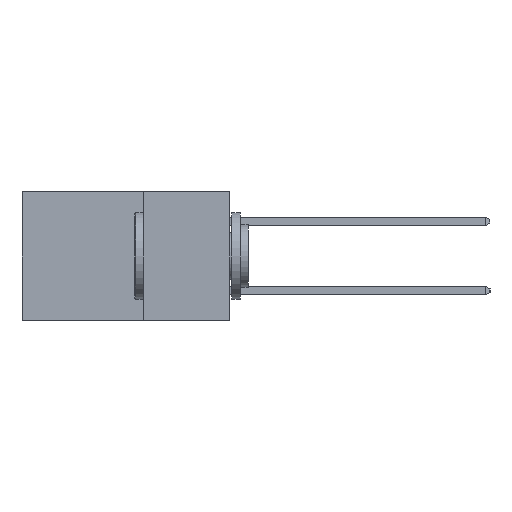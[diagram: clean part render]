
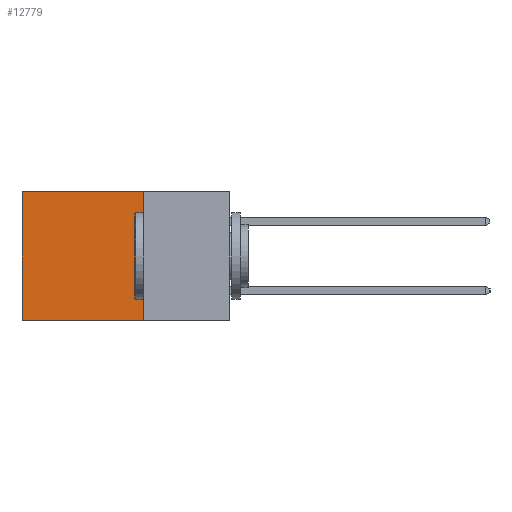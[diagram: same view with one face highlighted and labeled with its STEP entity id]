
A CAD part, left-side view. The second image highlights one B-rep face of the part: STEP entity #12779.
In plain terms, the highlighted planar face has unit normal (-1, 0, 0).
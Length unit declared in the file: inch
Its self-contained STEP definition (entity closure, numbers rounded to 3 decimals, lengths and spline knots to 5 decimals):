
#602 = ORIENTED_EDGE ( 'NONE', *, *, #15956, .F. ) ;
#690 = ORIENTED_EDGE ( 'NONE', *, *, #9990, .T. ) ;
#1685 = LINE ( 'NONE', #15914, #11927 ) ;
#2046 = LINE ( 'NONE', #6018, #5310 ) ;
#2363 = PLANE ( 'NONE',  #13128 ) ;
#2971 = CARTESIAN_POINT ( 'NONE',  ( 0.2615, 0.6, 0. ) ) ;
#3501 = DIRECTION ( 'NONE',  ( 0., 0., -1. ) ) ;
#3786 = DIRECTION ( 'NONE',  ( 0., 0., -1. ) ) ;
#4090 = VECTOR ( 'NONE', #5025, 39.37008 ) ;
#4315 = CARTESIAN_POINT ( 'NONE',  ( 0.2615, 0.25, -0.37 ) ) ;
#4993 = VERTEX_POINT ( 'NONE', #6079 ) ;
#5025 = DIRECTION ( 'NONE',  ( 0., 1., 0. ) ) ;
#5310 = VECTOR ( 'NONE', #6228, 39.37008 ) ;
#6018 = CARTESIAN_POINT ( 'NONE',  ( 0.2615, 0.6, -0.37 ) ) ;
#6079 = CARTESIAN_POINT ( 'NONE',  ( 0.2615, 0.6, -0.37 ) ) ;
#6228 = DIRECTION ( 'NONE',  ( 0., 0., -1. ) ) ;
#6433 = EDGE_CURVE ( 'NONE', #16936, #4993, #2046, .T. ) ;
#7817 = LINE ( 'NONE', #14711, #4090 ) ;
#8349 = FACE_OUTER_BOUND ( 'NONE', #9269, .T. ) ;
#9269 = EDGE_LOOP ( 'NONE', ( #11531, #10344, #602, #690 ) ) ;
#9990 = EDGE_CURVE ( 'NONE', #17823, #16936, #7817, .T. ) ;
#10344 = ORIENTED_EDGE ( 'NONE', *, *, #15125, .F. ) ;
#10465 = VECTOR ( 'NONE', #12624, 39.37008 ) ;
#10644 = CARTESIAN_POINT ( 'NONE',  ( 0.2615, 0.25, 0. ) ) ;
#11531 = ORIENTED_EDGE ( 'NONE', *, *, #6433, .T. ) ;
#11648 = CARTESIAN_POINT ( 'NONE',  ( 0.2615, 0.25, -0.37 ) ) ;
#11927 = VECTOR ( 'NONE', #3501, 39.37008 ) ;
#12117 = DIRECTION ( 'NONE',  ( 1., 0., 0. ) ) ;
#12577 = VERTEX_POINT ( 'NONE', #11648 ) ;
#12624 = DIRECTION ( 'NONE',  ( 0., 1., 0. ) ) ;
#12779 = ADVANCED_FACE ( 'NONE', ( #8349 ), #2363, .F. ) ;
#13128 = AXIS2_PLACEMENT_3D ( 'NONE', #13399, #12117, #3786 ) ;
#13399 = CARTESIAN_POINT ( 'NONE',  ( 0.2615, 0.25, -0.37 ) ) ;
#14098 = LINE ( 'NONE', #4315, #10465 ) ;
#14711 = CARTESIAN_POINT ( 'NONE',  ( 0.2615, 0.25, 0. ) ) ;
#15125 = EDGE_CURVE ( 'NONE', #12577, #4993, #14098, .T. ) ;
#15914 = CARTESIAN_POINT ( 'NONE',  ( 0.2615, 0.25, -0.37 ) ) ;
#15956 = EDGE_CURVE ( 'NONE', #17823, #12577, #1685, .T. ) ;
#16936 = VERTEX_POINT ( 'NONE', #2971 ) ;
#17823 = VERTEX_POINT ( 'NONE', #10644 ) ;
